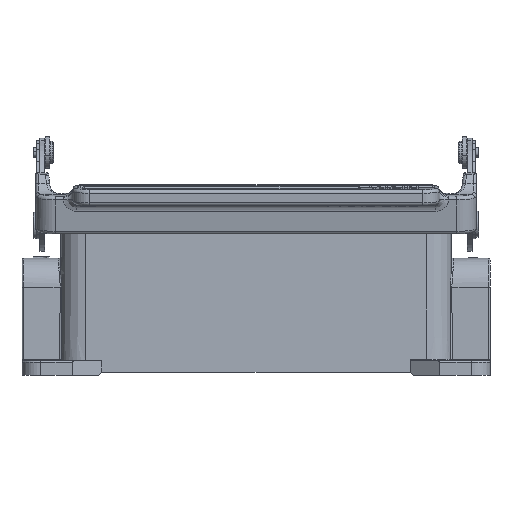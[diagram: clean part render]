
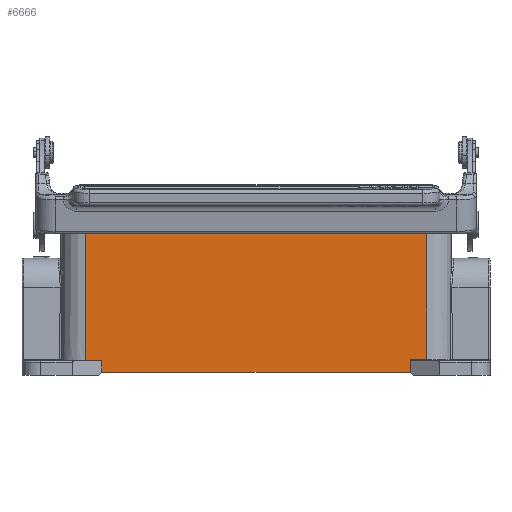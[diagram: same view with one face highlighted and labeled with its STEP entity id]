
A CAD part, left-side view. The second image highlights one B-rep face of the part: STEP entity #6666.
In plain terms, the highlighted planar face has unit normal (-1, 0, 0.009).
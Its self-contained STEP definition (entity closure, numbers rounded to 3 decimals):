
#1675=LINE('',#33925,#3381);
#1730=LINE('',#34386,#3436);
#1735=LINE('',#34400,#3441);
#1743=LINE('',#34429,#3449);
#1746=LINE('',#34436,#3452);
#1887=LINE('',#35148,#3593);
#1902=LINE('',#35304,#3608);
#1905=LINE('',#35329,#3611);
#1906=LINE('',#35331,#3612);
#1907=LINE('',#35333,#3613);
#1908=LINE('',#35334,#3614);
#1909=LINE('',#35336,#3615);
#3381=VECTOR('',#27619,1.);
#3436=VECTOR('',#27834,1.);
#3441=VECTOR('',#27847,1.);
#3449=VECTOR('',#27873,1.);
#3452=VECTOR('',#27878,1.);
#3593=VECTOR('',#28261,1.);
#3608=VECTOR('',#28316,1.);
#3611=VECTOR('',#28345,1.);
#3612=VECTOR('',#28348,1.);
#3613=VECTOR('',#28349,1.);
#3614=VECTOR('',#28350,1.);
#3615=VECTOR('',#28351,1.);
#6666=ADVANCED_FACE('',(#8586),#7837,.T.);
#7837=PLANE('',#25281);
#8586=FACE_OUTER_BOUND('',#9897,.T.);
#9897=EDGE_LOOP('',(#12652,#12653,#12654,#12655,#12656,#12657,#12658,#12659,
#12660,#12661,#12662,#12663));
#12652=ORIENTED_EDGE('',*,*,#21304,.T.);
#12653=ORIENTED_EDGE('',*,*,#21316,.T.);
#12654=ORIENTED_EDGE('',*,*,#21317,.T.);
#12655=ORIENTED_EDGE('',*,*,#20902,.T.);
#12656=ORIENTED_EDGE('',*,*,#21318,.F.);
#12657=ORIENTED_EDGE('',*,*,#21319,.T.);
#12658=ORIENTED_EDGE('',*,*,#21020,.T.);
#12659=ORIENTED_EDGE('',*,*,#21027,.F.);
#12660=ORIENTED_EDGE('',*,*,#21039,.F.);
#12661=ORIENTED_EDGE('',*,*,#21042,.T.);
#12662=ORIENTED_EDGE('',*,*,#21273,.T.);
#12663=ORIENTED_EDGE('',*,*,#21315,.T.);
#18381=VERTEX_POINT('',#33924);
#18382=VERTEX_POINT('',#33926);
#18459=VERTEX_POINT('',#34385);
#18460=VERTEX_POINT('',#34387);
#18464=VERTEX_POINT('',#34399);
#18471=VERTEX_POINT('',#34430);
#18473=VERTEX_POINT('',#34435);
#18626=VERTEX_POINT('',#35147);
#18642=VERTEX_POINT('',#35303);
#18643=VERTEX_POINT('',#35305);
#18648=VERTEX_POINT('',#35332);
#18649=VERTEX_POINT('',#35335);
#20902=EDGE_CURVE('',#18382,#18381,#1675,.T.);
#21020=EDGE_CURVE('',#18460,#18459,#1730,.T.);
#21027=EDGE_CURVE('',#18464,#18459,#1735,.T.);
#21039=EDGE_CURVE('',#18471,#18464,#1743,.T.);
#21042=EDGE_CURVE('',#18471,#18473,#1746,.T.);
#21273=EDGE_CURVE('',#18473,#18626,#1887,.T.);
#21304=EDGE_CURVE('',#18643,#18642,#1902,.T.);
#21315=EDGE_CURVE('',#18626,#18643,#1905,.T.);
#21316=EDGE_CURVE('',#18642,#18648,#1906,.T.);
#21317=EDGE_CURVE('',#18648,#18382,#1907,.T.);
#21318=EDGE_CURVE('',#18649,#18381,#1908,.T.);
#21319=EDGE_CURVE('',#18649,#18460,#1909,.T.);
#25281=AXIS2_PLACEMENT_3D('',#35337,#28352,#28353);
#27619=DIRECTION('',(0.,1.,0.));
#27834=DIRECTION('',(-0.009,0.,-1.));
#27847=DIRECTION('',(0.,1.,0.));
#27873=DIRECTION('',(0.009,0.,1.));
#27878=DIRECTION('',(0.,-1.,0.));
#28261=DIRECTION('',(0.009,0.,1.));
#28316=DIRECTION('',(0.009,0.,1.));
#28345=DIRECTION('',(0.,-1.,0.));
#28348=DIRECTION('',(0.,1.,0.));
#28349=DIRECTION('',(-0.009,0.,-1.));
#28350=DIRECTION('',(-0.009,0.,-1.));
#28351=DIRECTION('',(0.,1.,0.));
#28352=DIRECTION('',(-1.,0.,0.009));
#28353=DIRECTION('',(0.,1.,0.));
#33924=CARTESIAN_POINT('',(-21.526,1.6,48.));
#33925=CARTESIAN_POINT('',(-21.526,-1.6,48.));
#33926=CARTESIAN_POINT('',(-21.526,-1.6,48.));
#34385=CARTESIAN_POINT('',(-21.906,52.5,4.5));
#34386=CARTESIAN_POINT('',(-21.5,52.5,51.));
#34387=CARTESIAN_POINT('',(-21.5,52.5,51.));
#34399=CARTESIAN_POINT('',(-21.906,47.5,4.5));
#34400=CARTESIAN_POINT('',(-21.906,47.5,4.5));
#34429=CARTESIAN_POINT('',(-21.936,47.5,1.));
#34430=CARTESIAN_POINT('',(-21.936,47.5,1.));
#34435=CARTESIAN_POINT('',(-21.936,-47.5,1.));
#34436=CARTESIAN_POINT('',(-21.936,47.5,1.));
#35147=CARTESIAN_POINT('',(-21.901,-47.5,4.996));
#35148=CARTESIAN_POINT('',(-21.936,-47.5,1.));
#35303=CARTESIAN_POINT('',(-21.5,-52.5,51.));
#35304=CARTESIAN_POINT('',(-21.901,-52.5,4.996));
#35305=CARTESIAN_POINT('',(-21.901,-52.5,4.996));
#35329=CARTESIAN_POINT('',(-21.901,-47.5,4.996));
#35331=CARTESIAN_POINT('',(-21.5,-52.5,51.));
#35332=CARTESIAN_POINT('',(-21.5,-1.6,51.));
#35333=CARTESIAN_POINT('',(-21.5,-1.6,51.));
#35334=CARTESIAN_POINT('',(-21.5,1.6,51.));
#35335=CARTESIAN_POINT('',(-21.5,1.6,51.));
#35336=CARTESIAN_POINT('',(-21.5,1.6,51.));
#35337=CARTESIAN_POINT('',(-21.5,55.148,51.));
